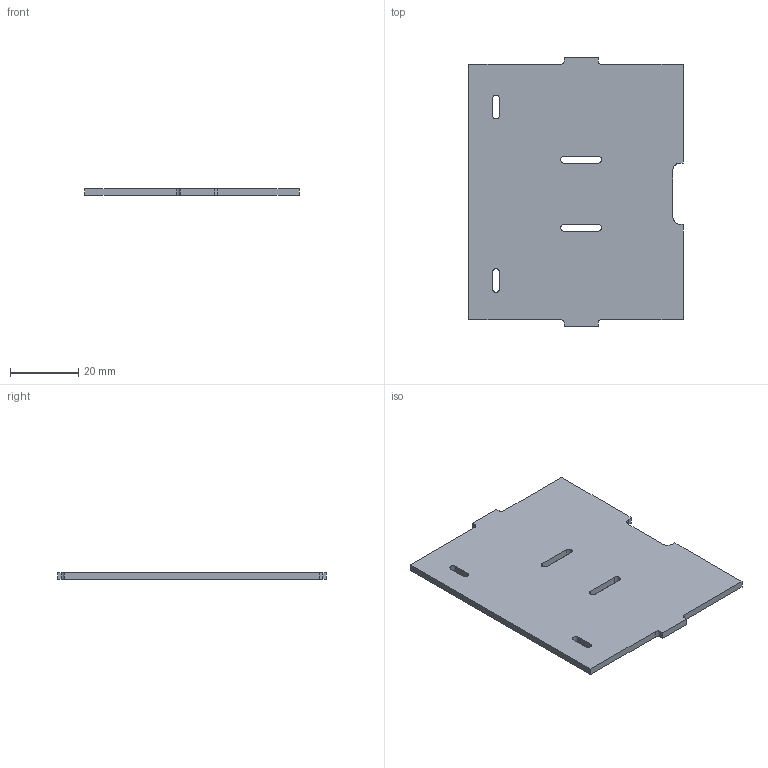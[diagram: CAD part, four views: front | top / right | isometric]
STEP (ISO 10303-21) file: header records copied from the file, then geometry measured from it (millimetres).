
FILE_DESCRIPTION(('CATIA V5 STEP Exchange'),'2;1');
FILE_NAME('FR_11001_5 (Frame Throttle).stp','2020-02-26T08:17:29+00:00',('none'),('none'),'CATIA Version 5 Release 19 SP 2 (IN-10)','CATIA V5 STEP AP203','none');
FILE_SCHEMA(('CONFIG_CONTROL_DESIGN'));
Length unit declared in the file: millimetre
Products named in the file (1): FR_11001_5 (Frame Throttle)
Bounding box: 63 x 79 x 2 mm (x, y, z)
Volume: 9282 mm3; surface area: 10025.4 mm2
Topology: 1 solids, 1 shells, 43 faces, 123 edges, 82 vertices
Faces by surface type: plane 29, cylinder 12, extrusion 2
Entity records: 1403 total; most frequent: CARTESIAN_POINT 277, ORIENTED_EDGE 246, DIRECTION 177, EDGE_CURVE 123, VECTOR 95, LINE 93, VERTEX_POINT 82, AXIS2_PLACEMENT_3D 54
